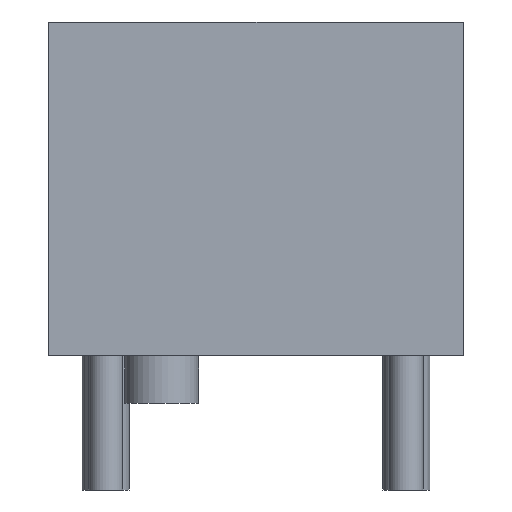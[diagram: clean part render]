
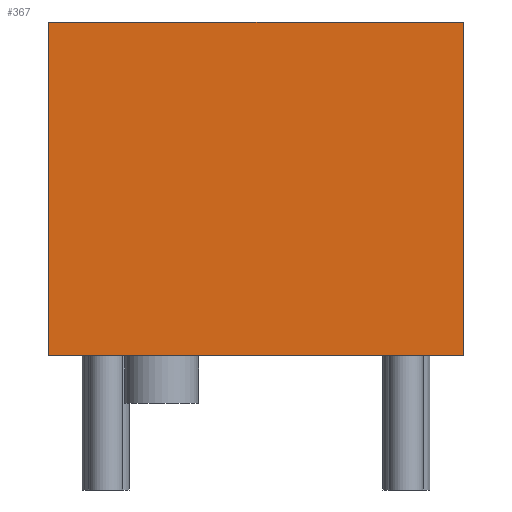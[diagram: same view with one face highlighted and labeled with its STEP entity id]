
A CAD part, left-side view. The second image highlights one B-rep face of the part: STEP entity #367.
In plain terms, the highlighted planar face has unit normal (-1, 0, 0).
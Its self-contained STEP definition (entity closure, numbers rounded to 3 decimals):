
#104 = EDGE_CURVE('',#105,#107,#109,.T.);
#105 = VERTEX_POINT('',#106);
#106 = CARTESIAN_POINT('',(-20.05,-13.59,0.));
#107 = VERTEX_POINT('',#108);
#108 = CARTESIAN_POINT('',(-20.05,-13.59,12.7));
#109 = SURFACE_CURVE('',#110,(#114,#126),.PCURVE_S1.);
#110 = LINE('',#111,#112);
#111 = CARTESIAN_POINT('',(-20.05,-13.59,0.));
#112 = VECTOR('',#113,1.);
#113 = DIRECTION('',(0.,0.,1.));
#114 = PCURVE('',#115,#120);
#115 = PLANE('',#116);
#116 = AXIS2_PLACEMENT_3D('',#117,#118,#119);
#117 = CARTESIAN_POINT('',(-20.05,-13.59,0.));
#118 = DIRECTION('',(0.,1.,0.));
#119 = DIRECTION('',(1.,0.,0.));
#120 = DEFINITIONAL_REPRESENTATION('',(#121),#125);
#121 = LINE('',#122,#123);
#122 = CARTESIAN_POINT('',(0.,0.));
#123 = VECTOR('',#124,1.);
#124 = DIRECTION('',(0.,-1.));
#125 = ( GEOMETRIC_REPRESENTATION_CONTEXT(2) 
PARAMETRIC_REPRESENTATION_CONTEXT() REPRESENTATION_CONTEXT('2D SPACE',''
  ) );
#126 = PCURVE('',#127,#132);
#127 = PLANE('',#128);
#128 = AXIS2_PLACEMENT_3D('',#129,#130,#131);
#129 = CARTESIAN_POINT('',(-20.05,2.16,0.));
#130 = DIRECTION('',(1.,0.,-0.));
#131 = DIRECTION('',(0.,-1.,0.));
#132 = DEFINITIONAL_REPRESENTATION('',(#133),#137);
#133 = LINE('',#134,#135);
#134 = CARTESIAN_POINT('',(15.75,0.));
#135 = VECTOR('',#136,1.);
#136 = DIRECTION('',(0.,-1.));
#137 = ( GEOMETRIC_REPRESENTATION_CONTEXT(2) 
PARAMETRIC_REPRESENTATION_CONTEXT() REPRESENTATION_CONTEXT('2D SPACE',''
  ) );
#155 = PLANE('',#156);
#156 = AXIS2_PLACEMENT_3D('',#157,#158,#159);
#157 = CARTESIAN_POINT('',(-7.9,-5.715,12.7));
#158 = DIRECTION('',(0.,0.,1.));
#159 = DIRECTION('',(1.,0.,0.));
#209 = PLANE('',#210);
#210 = AXIS2_PLACEMENT_3D('',#211,#212,#213);
#211 = CARTESIAN_POINT('',(-7.9,-5.715,0.));
#212 = DIRECTION('',(0.,0.,1.));
#213 = DIRECTION('',(1.,0.,0.));
#264 = PLANE('',#265);
#265 = AXIS2_PLACEMENT_3D('',#266,#267,#268);
#266 = CARTESIAN_POINT('',(4.25,2.16,0.));
#267 = DIRECTION('',(0.,-1.,0.));
#268 = DIRECTION('',(-1.,0.,0.));
#302 = VERTEX_POINT('',#303);
#303 = CARTESIAN_POINT('',(-20.05,2.16,12.7));
#324 = EDGE_CURVE('',#325,#302,#327,.T.);
#325 = VERTEX_POINT('',#326);
#326 = CARTESIAN_POINT('',(-20.05,2.16,0.));
#327 = SURFACE_CURVE('',#328,(#332,#339),.PCURVE_S1.);
#328 = LINE('',#329,#330);
#329 = CARTESIAN_POINT('',(-20.05,2.16,0.));
#330 = VECTOR('',#331,1.);
#331 = DIRECTION('',(0.,0.,1.));
#332 = PCURVE('',#264,#333);
#333 = DEFINITIONAL_REPRESENTATION('',(#334),#338);
#334 = LINE('',#335,#336);
#335 = CARTESIAN_POINT('',(24.3,0.));
#336 = VECTOR('',#337,1.);
#337 = DIRECTION('',(0.,-1.));
#338 = ( GEOMETRIC_REPRESENTATION_CONTEXT(2) 
PARAMETRIC_REPRESENTATION_CONTEXT() REPRESENTATION_CONTEXT('2D SPACE',''
  ) );
#339 = PCURVE('',#127,#340);
#340 = DEFINITIONAL_REPRESENTATION('',(#341),#345);
#341 = LINE('',#342,#343);
#342 = CARTESIAN_POINT('',(0.,0.));
#343 = VECTOR('',#344,1.);
#344 = DIRECTION('',(0.,-1.));
#345 = ( GEOMETRIC_REPRESENTATION_CONTEXT(2) 
PARAMETRIC_REPRESENTATION_CONTEXT() REPRESENTATION_CONTEXT('2D SPACE',''
  ) );
#367 = ADVANCED_FACE('',(#368),#127,.F.);
#368 = FACE_BOUND('',#369,.F.);
#369 = EDGE_LOOP('',(#370,#371,#392,#393));
#370 = ORIENTED_EDGE('',*,*,#324,.T.);
#371 = ORIENTED_EDGE('',*,*,#372,.T.);
#372 = EDGE_CURVE('',#302,#107,#373,.T.);
#373 = SURFACE_CURVE('',#374,(#378,#385),.PCURVE_S1.);
#374 = LINE('',#375,#376);
#375 = CARTESIAN_POINT('',(-20.05,2.16,12.7));
#376 = VECTOR('',#377,1.);
#377 = DIRECTION('',(0.,-1.,0.));
#378 = PCURVE('',#127,#379);
#379 = DEFINITIONAL_REPRESENTATION('',(#380),#384);
#380 = LINE('',#381,#382);
#381 = CARTESIAN_POINT('',(0.,-12.7));
#382 = VECTOR('',#383,1.);
#383 = DIRECTION('',(1.,0.));
#384 = ( GEOMETRIC_REPRESENTATION_CONTEXT(2) 
PARAMETRIC_REPRESENTATION_CONTEXT() REPRESENTATION_CONTEXT('2D SPACE',''
  ) );
#385 = PCURVE('',#155,#386);
#386 = DEFINITIONAL_REPRESENTATION('',(#387),#391);
#387 = LINE('',#388,#389);
#388 = CARTESIAN_POINT('',(-12.15,7.875));
#389 = VECTOR('',#390,1.);
#390 = DIRECTION('',(0.,-1.));
#391 = ( GEOMETRIC_REPRESENTATION_CONTEXT(2) 
PARAMETRIC_REPRESENTATION_CONTEXT() REPRESENTATION_CONTEXT('2D SPACE',''
  ) );
#392 = ORIENTED_EDGE('',*,*,#104,.F.);
#393 = ORIENTED_EDGE('',*,*,#394,.F.);
#394 = EDGE_CURVE('',#325,#105,#395,.T.);
#395 = SURFACE_CURVE('',#396,(#400,#407),.PCURVE_S1.);
#396 = LINE('',#397,#398);
#397 = CARTESIAN_POINT('',(-20.05,2.16,0.));
#398 = VECTOR('',#399,1.);
#399 = DIRECTION('',(0.,-1.,0.));
#400 = PCURVE('',#127,#401);
#401 = DEFINITIONAL_REPRESENTATION('',(#402),#406);
#402 = LINE('',#403,#404);
#403 = CARTESIAN_POINT('',(0.,0.));
#404 = VECTOR('',#405,1.);
#405 = DIRECTION('',(1.,0.));
#406 = ( GEOMETRIC_REPRESENTATION_CONTEXT(2) 
PARAMETRIC_REPRESENTATION_CONTEXT() REPRESENTATION_CONTEXT('2D SPACE',''
  ) );
#407 = PCURVE('',#209,#408);
#408 = DEFINITIONAL_REPRESENTATION('',(#409),#413);
#409 = LINE('',#410,#411);
#410 = CARTESIAN_POINT('',(-12.15,7.875));
#411 = VECTOR('',#412,1.);
#412 = DIRECTION('',(0.,-1.));
#413 = ( GEOMETRIC_REPRESENTATION_CONTEXT(2) 
PARAMETRIC_REPRESENTATION_CONTEXT() REPRESENTATION_CONTEXT('2D SPACE',''
  ) );
